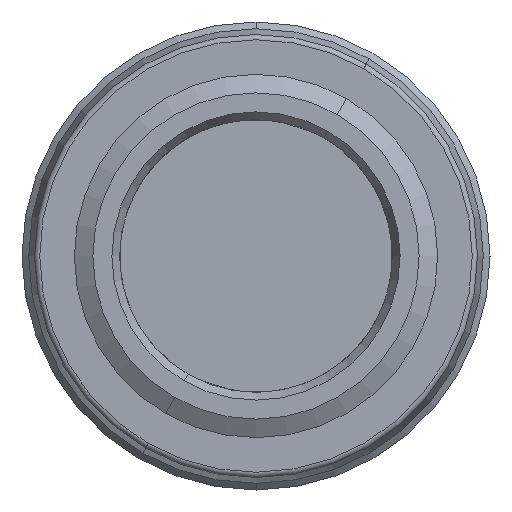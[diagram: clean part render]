
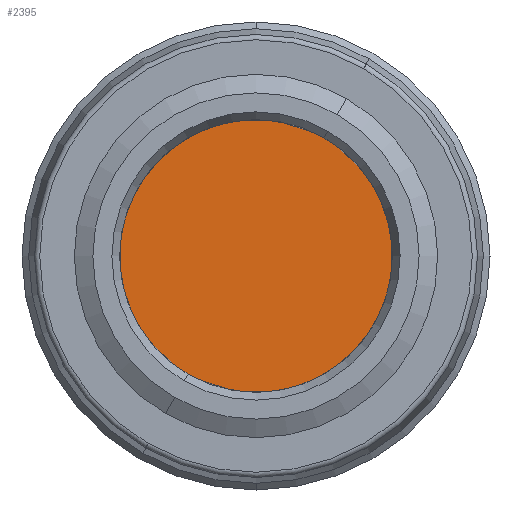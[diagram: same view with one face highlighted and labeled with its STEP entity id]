
A CAD part, front view. The second image highlights one B-rep face of the part: STEP entity #2395.
In plain terms, the highlighted planar face has unit normal (0, -1, 0).
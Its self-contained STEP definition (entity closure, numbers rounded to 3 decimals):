
#136 = ORIENTED_EDGE ( 'NONE', *, *, #1825, .F. ) ;
#137 = ORIENTED_EDGE ( 'NONE', *, *, #1823, .T. ) ;
#138 = ORIENTED_EDGE ( 'NONE', *, *, #4216, .T. ) ;
#139 = ORIENTED_EDGE ( 'NONE', *, *, #1820, .T. ) ;
#140 = ORIENTED_EDGE ( 'NONE', *, *, #1822, .T. ) ;
#141 = ORIENTED_EDGE ( 'NONE', *, *, #1818, .T. ) ;
#142 = ORIENTED_EDGE ( 'NONE', *, *, #4225, .F. ) ;
#143 = ORIENTED_EDGE ( 'NONE', *, *, #1816, .T. ) ;
#144 = ORIENTED_EDGE ( 'NONE', *, *, #4178, .T. ) ;
#145 = ORIENTED_EDGE ( 'NONE', *, *, #1798, .T. ) ;
#286 = VERTEX_POINT ( 'NONE', #3439 ) ;
#287 = VERTEX_POINT ( 'NONE', #3438 ) ;
#887 = CARTESIAN_POINT ( 'NONE',  ( 0., 0., 0. ) ) ;
#888 = DIRECTION ( 'NONE',  ( 0., -1., 0. ) ) ;
#889 = DIRECTION ( 'NONE',  ( 0., 0., -1. ) ) ;
#985 = PLANE ( 'NONE',  #2584 ) ;
#991 = CARTESIAN_POINT ( 'NONE',  ( 0., 0., 0. ) ) ;
#992 = DIRECTION ( 'NONE',  ( 0., -1., 0. ) ) ;
#993 = DIRECTION ( 'NONE',  ( 0., 0., -1. ) ) ;
#1247 = CARTESIAN_POINT ( 'NONE',  ( -0.434, 0., 0.249 ) ) ;
#1253 = DIRECTION ( 'NONE',  ( -0.498, 0., -0.867 ) ) ;
#1254 = DIRECTION ( 'NONE',  ( 0.498, 0., 0.867 ) ) ;
#1256 = CARTESIAN_POINT ( 'NONE',  ( -0.434, 0., 0.249 ) ) ;
#1257 = DIRECTION ( 'NONE',  ( -0.498, 0., -0.867 ) ) ;
#1260 = CARTESIAN_POINT ( 'NONE',  ( 0.434, 0., -0.249 ) ) ;
#1261 = CARTESIAN_POINT ( 'NONE',  ( 0.434, 0., -0.249 ) ) ;
#1262 = DIRECTION ( 'NONE',  ( 0.498, 0., 0.867 ) ) ;
#1264 = CARTESIAN_POINT ( 'NONE',  ( 0., 0., 0. ) ) ;
#1265 = DIRECTION ( 'NONE',  ( 0., -1., 0. ) ) ;
#1266 = DIRECTION ( 'NONE',  ( 0., 0., -1. ) ) ;
#1270 = CARTESIAN_POINT ( 'NONE',  ( 0., 0., 0. ) ) ;
#1271 = DIRECTION ( 'NONE',  ( 0., -1., 0. ) ) ;
#1272 = DIRECTION ( 'NONE',  ( 0., 0., -1. ) ) ;
#1408 = CARTESIAN_POINT ( 'NONE',  ( 2.962, 0., 4.152 ) ) ;
#1412 = CARTESIAN_POINT ( 'NONE',  ( -2.095, 0., -4.65 ) ) ;
#1415 = CARTESIAN_POINT ( 'NONE',  ( -3.412, 0., -4.935 ) ) ;
#1424 = CARTESIAN_POINT ( 'NONE',  ( 2.545, 0., 5.434 ) ) ;
#1453 = CARTESIAN_POINT ( 'NONE',  ( -2.545, 0., -5.434 ) ) ;
#1454 = CARTESIAN_POINT ( 'NONE',  ( 2.095, 0., 4.65 ) ) ;
#1463 = CARTESIAN_POINT ( 'NONE',  ( -2.962, 0., -4.152 ) ) ;
#1467 = CARTESIAN_POINT ( 'NONE',  ( 3.412, 0., 4.935 ) ) ;
#1555 = CARTESIAN_POINT ( 'NONE',  ( 0., 0., 0. ) ) ;
#1556 = DIRECTION ( 'NONE',  ( 0., -1., 0. ) ) ;
#1557 = DIRECTION ( 'NONE',  ( 0., 0., -1. ) ) ;
#1579 = CARTESIAN_POINT ( 'NONE',  ( 0., 0., 0. ) ) ;
#1580 = DIRECTION ( 'NONE',  ( 0., -1., 0. ) ) ;
#1581 = DIRECTION ( 'NONE',  ( 0., 0., -1. ) ) ;
#1798 = EDGE_CURVE ( 'NONE', #286, #287, #2867, .T. ) ;
#1816 = EDGE_CURVE ( 'NONE', #2051, #2206, #2888, .T. ) ;
#1818 = EDGE_CURVE ( 'NONE', #2209, #2042, #2896, .T. ) ;
#1820 = EDGE_CURVE ( 'NONE', #2035, #2213, #2900, .T. ) ;
#1822 = EDGE_CURVE ( 'NONE', #2206, #2209, #2904, .T. ) ;
#1823 = EDGE_CURVE ( 'NONE', #2204, #2039, #2906, .T. ) ;
#1825 = EDGE_CURVE ( 'NONE', #2204, #2213, #2909, .T. ) ;
#2035 = VERTEX_POINT ( 'NONE', #1408 ) ;
#2039 = VERTEX_POINT ( 'NONE', #1412 ) ;
#2042 = VERTEX_POINT ( 'NONE', #1415 ) ;
#2051 = VERTEX_POINT ( 'NONE', #1424 ) ;
#2094 = EDGE_LOOP ( 'NONE', ( #144, #145 ) ) ;
#2095 = EDGE_LOOP ( 'NONE', ( #140, #141, #142, #143 ) ) ;
#2100 = EDGE_LOOP ( 'NONE', ( #136, #137, #138, #139 ) ) ;
#2204 = VERTEX_POINT ( 'NONE', #1453 ) ;
#2206 = VERTEX_POINT ( 'NONE', #1454 ) ;
#2209 = VERTEX_POINT ( 'NONE', #1463 ) ;
#2213 = VERTEX_POINT ( 'NONE', #1467 ) ;
#2395 = ADVANCED_FACE ( 'NONE', ( #3540, #3544, #3541 ), #985, .T. ) ;
#2495 = AXIS2_PLACEMENT_3D ( 'NONE', #3898, #3897, #3896 ) ;
#2509 = AXIS2_PLACEMENT_3D ( 'NONE', #1264, #1265, #1266 ) ;
#2510 = AXIS2_PLACEMENT_3D ( 'NONE', #1270, #1271, #1272 ) ;
#2584 = AXIS2_PLACEMENT_3D ( 'NONE', #991, #992, #993 ) ;
#2867 = CIRCLE ( 'NONE', #2495, 6.05 ) ;
#2888 = LINE ( 'NONE', #1247, #2895 ) ;
#2895 = VECTOR ( 'NONE', #1253, 1000. ) ;
#2896 = LINE ( 'NONE', #1256, #2899 ) ;
#2899 = VECTOR ( 'NONE', #1257, 1000. ) ;
#2900 = LINE ( 'NONE', #1260, #2903 ) ;
#2903 = VECTOR ( 'NONE', #1262, 1000. ) ;
#2904 = CIRCLE ( 'NONE', #2509, 5.1 ) ;
#2906 = LINE ( 'NONE', #1261, #2908 ) ;
#2908 = VECTOR ( 'NONE', #1254, 1000. ) ;
#2909 = CIRCLE ( 'NONE', #2510, 6. ) ;
#3438 = CARTESIAN_POINT ( 'NONE',  ( 3.316, 0., -5.06 ) ) ;
#3439 = CARTESIAN_POINT ( 'NONE',  ( -3.316, 0., 5.06 ) ) ;
#3540 = FACE_BOUND ( 'NONE', #2100, .T. ) ;
#3541 = FACE_OUTER_BOUND ( 'NONE', #2094, .T. ) ;
#3544 = FACE_BOUND ( 'NONE', #2095, .T. ) ;
#3677 = CIRCLE ( 'NONE', #4507, 6.05 ) ;
#3735 = CIRCLE ( 'NONE', #4527, 5.1 ) ;
#3740 = CIRCLE ( 'NONE', #4532, 6. ) ;
#3896 = DIRECTION ( 'NONE',  ( 0., 0., -1. ) ) ;
#3897 = DIRECTION ( 'NONE',  ( 0., -1., 0. ) ) ;
#3898 = CARTESIAN_POINT ( 'NONE',  ( 0., 0., 0. ) ) ;
#4178 = EDGE_CURVE ( 'NONE', #287, #286, #3677, .T. ) ;
#4216 = EDGE_CURVE ( 'NONE', #2039, #2035, #3735, .T. ) ;
#4225 = EDGE_CURVE ( 'NONE', #2051, #2042, #3740, .T. ) ;
#4507 = AXIS2_PLACEMENT_3D ( 'NONE', #887, #888, #889 ) ;
#4527 = AXIS2_PLACEMENT_3D ( 'NONE', #1555, #1556, #1557 ) ;
#4532 = AXIS2_PLACEMENT_3D ( 'NONE', #1579, #1580, #1581 ) ;
